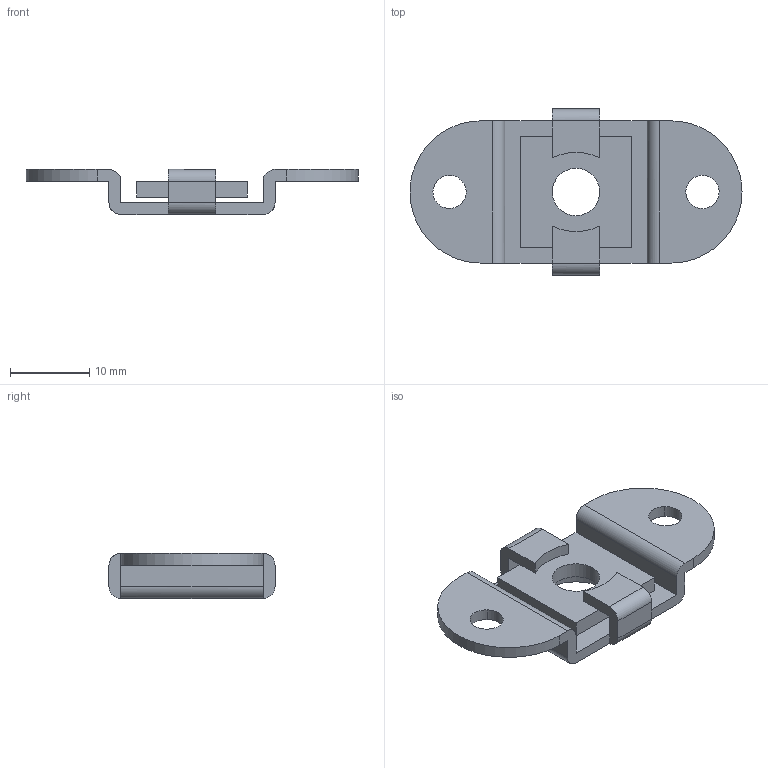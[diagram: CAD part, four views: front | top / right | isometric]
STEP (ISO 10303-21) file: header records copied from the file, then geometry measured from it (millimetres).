
FILE_DESCRIPTION((''),'2;1');
FILE_NAME('','2011-04-26T16:38:55',(''),(''),'','CADfix','');
FILE_SCHEMA(('AUTOMOTIVE_DESIGN { 1 0 10303 214 1 1 1 1 }'));
Length unit declared in the file: millimetre
Bounding box: 42 x 21 x 5.7 mm (x, y, z)
Volume: 1564.4 mm3; surface area: 2448.3 mm2
Topology: 2 solids, 2 shells, 52 faces, 172 edges, 124 vertices
Faces by surface type: bspline 52
Entity records: 2360 total; most frequent: CARTESIAN_POINT 1311, ORIENTED_EDGE 344, EDGE_CURVE 172, VERTEX_POINT 124, QUASI_UNIFORM_CURVE 96, B_SPLINE_CURVE_WITH_KNOTS 76, EDGE_LOOP 60, FACE_OUTER_BOUND 52
